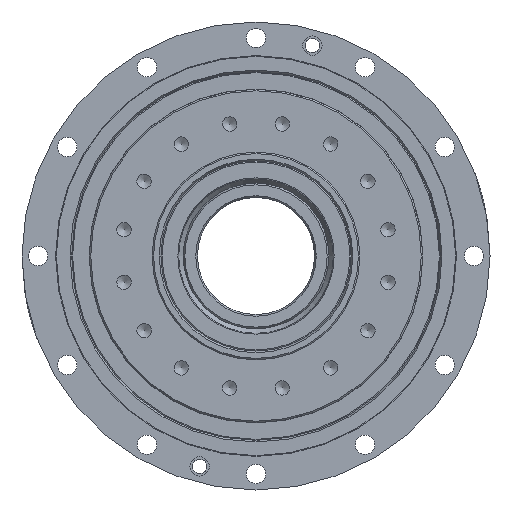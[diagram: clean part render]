
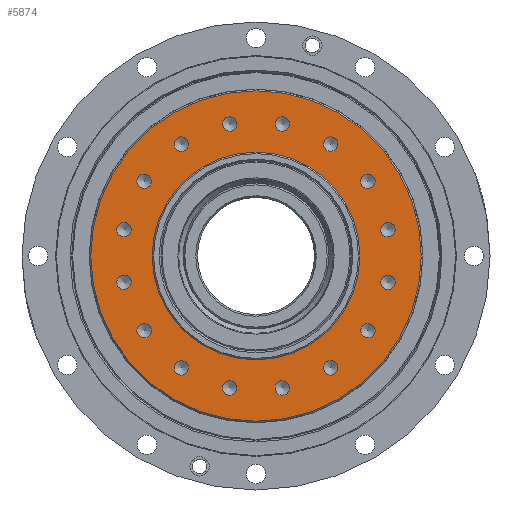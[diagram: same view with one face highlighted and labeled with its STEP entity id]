
A CAD part, left-side view. The second image highlights one B-rep face of the part: STEP entity #5874.
In plain terms, the highlighted face is planar.
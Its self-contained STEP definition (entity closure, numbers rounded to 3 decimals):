
#876=FACE_BOUND('',#2024,.T.);
#877=FACE_BOUND('',#2025,.T.);
#878=FACE_BOUND('',#2026,.T.);
#879=FACE_BOUND('',#2027,.T.);
#880=FACE_BOUND('',#2028,.T.);
#881=FACE_BOUND('',#2029,.T.);
#882=FACE_BOUND('',#2030,.T.);
#883=FACE_BOUND('',#2031,.T.);
#884=FACE_BOUND('',#2032,.T.);
#885=FACE_BOUND('',#2033,.T.);
#886=FACE_BOUND('',#2034,.T.);
#887=FACE_BOUND('',#2035,.T.);
#888=FACE_BOUND('',#2036,.T.);
#889=FACE_BOUND('',#2037,.T.);
#890=FACE_BOUND('',#2038,.T.);
#891=FACE_BOUND('',#2039,.T.);
#892=FACE_BOUND('',#2040,.T.);
#1346=FACE_OUTER_BOUND('',#2023,.T.);
#2023=EDGE_LOOP('',(#4638));
#2024=EDGE_LOOP('',(#4639));
#2025=EDGE_LOOP('',(#4640));
#2026=EDGE_LOOP('',(#4641));
#2027=EDGE_LOOP('',(#4642));
#2028=EDGE_LOOP('',(#4643));
#2029=EDGE_LOOP('',(#4644));
#2030=EDGE_LOOP('',(#4645));
#2031=EDGE_LOOP('',(#4646));
#2032=EDGE_LOOP('',(#4647));
#2033=EDGE_LOOP('',(#4648));
#2034=EDGE_LOOP('',(#4649));
#2035=EDGE_LOOP('',(#4650));
#2036=EDGE_LOOP('',(#4651));
#2037=EDGE_LOOP('',(#4652));
#2038=EDGE_LOOP('',(#4653));
#2039=EDGE_LOOP('',(#4654));
#2040=EDGE_LOOP('',(#4655));
#2553=CIRCLE('',#6563,56.5);
#2555=CIRCLE('',#6566,35.5);
#2556=CIRCLE('',#6567,2.459);
#2557=CIRCLE('',#6568,2.459);
#2558=CIRCLE('',#6569,2.459);
#2559=CIRCLE('',#6570,2.459);
#2560=CIRCLE('',#6571,2.459);
#2561=CIRCLE('',#6572,2.459);
#2562=CIRCLE('',#6573,2.459);
#2563=CIRCLE('',#6574,2.459);
#2564=CIRCLE('',#6575,2.459);
#2565=CIRCLE('',#6576,2.459);
#2566=CIRCLE('',#6577,2.459);
#2567=CIRCLE('',#6578,2.459);
#2568=CIRCLE('',#6579,2.459);
#2569=CIRCLE('',#6580,2.459);
#2570=CIRCLE('',#6581,2.459);
#2571=CIRCLE('',#6582,2.459);
#3050=VERTEX_POINT('',#9819);
#3052=VERTEX_POINT('',#9824);
#3053=VERTEX_POINT('',#9826);
#3054=VERTEX_POINT('',#9828);
#3055=VERTEX_POINT('',#9830);
#3056=VERTEX_POINT('',#9832);
#3057=VERTEX_POINT('',#9834);
#3058=VERTEX_POINT('',#9836);
#3059=VERTEX_POINT('',#9838);
#3060=VERTEX_POINT('',#9840);
#3061=VERTEX_POINT('',#9842);
#3062=VERTEX_POINT('',#9844);
#3063=VERTEX_POINT('',#9846);
#3064=VERTEX_POINT('',#9848);
#3065=VERTEX_POINT('',#9850);
#3066=VERTEX_POINT('',#9852);
#3067=VERTEX_POINT('',#9854);
#3068=VERTEX_POINT('',#9856);
#3627=EDGE_CURVE('',#3050,#3050,#2553,.T.);
#3629=EDGE_CURVE('',#3052,#3052,#2555,.T.);
#3630=EDGE_CURVE('',#3053,#3053,#2556,.T.);
#3631=EDGE_CURVE('',#3054,#3054,#2557,.T.);
#3632=EDGE_CURVE('',#3055,#3055,#2558,.T.);
#3633=EDGE_CURVE('',#3056,#3056,#2559,.T.);
#3634=EDGE_CURVE('',#3057,#3057,#2560,.T.);
#3635=EDGE_CURVE('',#3058,#3058,#2561,.T.);
#3636=EDGE_CURVE('',#3059,#3059,#2562,.T.);
#3637=EDGE_CURVE('',#3060,#3060,#2563,.T.);
#3638=EDGE_CURVE('',#3061,#3061,#2564,.T.);
#3639=EDGE_CURVE('',#3062,#3062,#2565,.T.);
#3640=EDGE_CURVE('',#3063,#3063,#2566,.T.);
#3641=EDGE_CURVE('',#3064,#3064,#2567,.T.);
#3642=EDGE_CURVE('',#3065,#3065,#2568,.T.);
#3643=EDGE_CURVE('',#3066,#3066,#2569,.T.);
#3644=EDGE_CURVE('',#3067,#3067,#2570,.T.);
#3645=EDGE_CURVE('',#3068,#3068,#2571,.T.);
#4638=ORIENTED_EDGE('',*,*,#3627,.F.);
#4639=ORIENTED_EDGE('',*,*,#3629,.T.);
#4640=ORIENTED_EDGE('',*,*,#3630,.T.);
#4641=ORIENTED_EDGE('',*,*,#3631,.T.);
#4642=ORIENTED_EDGE('',*,*,#3632,.T.);
#4643=ORIENTED_EDGE('',*,*,#3633,.T.);
#4644=ORIENTED_EDGE('',*,*,#3634,.T.);
#4645=ORIENTED_EDGE('',*,*,#3635,.T.);
#4646=ORIENTED_EDGE('',*,*,#3636,.T.);
#4647=ORIENTED_EDGE('',*,*,#3637,.T.);
#4648=ORIENTED_EDGE('',*,*,#3638,.T.);
#4649=ORIENTED_EDGE('',*,*,#3639,.T.);
#4650=ORIENTED_EDGE('',*,*,#3640,.T.);
#4651=ORIENTED_EDGE('',*,*,#3641,.T.);
#4652=ORIENTED_EDGE('',*,*,#3642,.T.);
#4653=ORIENTED_EDGE('',*,*,#3643,.T.);
#4654=ORIENTED_EDGE('',*,*,#3644,.T.);
#4655=ORIENTED_EDGE('',*,*,#3645,.T.);
#5094=PLANE('',#6565);
#5874=ADVANCED_FACE('',(#1346,#876,#877,#878,#879,#880,#881,#882,#883,#884,
#885,#886,#887,#888,#889,#890,#891,#892),#5094,.T.);
#6563=AXIS2_PLACEMENT_3D('',#9820,#8079,#8080);
#6565=AXIS2_PLACEMENT_3D('',#9823,#8083,#8084);
#6566=AXIS2_PLACEMENT_3D('',#9825,#8085,#8086);
#6567=AXIS2_PLACEMENT_3D('',#9827,#8087,#8088);
#6568=AXIS2_PLACEMENT_3D('',#9829,#8089,#8090);
#6569=AXIS2_PLACEMENT_3D('',#9831,#8091,#8092);
#6570=AXIS2_PLACEMENT_3D('',#9833,#8093,#8094);
#6571=AXIS2_PLACEMENT_3D('',#9835,#8095,#8096);
#6572=AXIS2_PLACEMENT_3D('',#9837,#8097,#8098);
#6573=AXIS2_PLACEMENT_3D('',#9839,#8099,#8100);
#6574=AXIS2_PLACEMENT_3D('',#9841,#8101,#8102);
#6575=AXIS2_PLACEMENT_3D('',#9843,#8103,#8104);
#6576=AXIS2_PLACEMENT_3D('',#9845,#8105,#8106);
#6577=AXIS2_PLACEMENT_3D('',#9847,#8107,#8108);
#6578=AXIS2_PLACEMENT_3D('',#9849,#8109,#8110);
#6579=AXIS2_PLACEMENT_3D('',#9851,#8111,#8112);
#6580=AXIS2_PLACEMENT_3D('',#9853,#8113,#8114);
#6581=AXIS2_PLACEMENT_3D('',#9855,#8115,#8116);
#6582=AXIS2_PLACEMENT_3D('',#9857,#8117,#8118);
#8079=DIRECTION('center_axis',(1.,0.,0.));
#8080=DIRECTION('ref_axis',(0.,-1.,0.));
#8083=DIRECTION('center_axis',(-1.,0.,0.));
#8084=DIRECTION('ref_axis',(0.,0.,1.));
#8085=DIRECTION('center_axis',(1.,0.,0.));
#8086=DIRECTION('ref_axis',(0.,0.,-1.));
#8087=DIRECTION('center_axis',(1.,0.,0.));
#8088=DIRECTION('ref_axis',(0.,0.,1.));
#8089=DIRECTION('center_axis',(1.,0.,0.));
#8090=DIRECTION('ref_axis',(0.,-0.383,0.924));
#8091=DIRECTION('center_axis',(1.,0.,0.));
#8092=DIRECTION('ref_axis',(0.,-0.707,0.707));
#8093=DIRECTION('center_axis',(1.,0.,0.));
#8094=DIRECTION('ref_axis',(0.,-0.924,0.383));
#8095=DIRECTION('center_axis',(1.,0.,0.));
#8096=DIRECTION('ref_axis',(0.,-1.,0.));
#8097=DIRECTION('center_axis',(1.,0.,0.));
#8098=DIRECTION('ref_axis',(0.,-0.924,-0.383));
#8099=DIRECTION('center_axis',(1.,0.,0.));
#8100=DIRECTION('ref_axis',(0.,-0.707,-0.707));
#8101=DIRECTION('center_axis',(1.,0.,0.));
#8102=DIRECTION('ref_axis',(0.,-0.383,-0.924));
#8103=DIRECTION('center_axis',(1.,0.,0.));
#8104=DIRECTION('ref_axis',(0.,0.,-1.));
#8105=DIRECTION('center_axis',(1.,0.,0.));
#8106=DIRECTION('ref_axis',(0.,0.383,-0.924));
#8107=DIRECTION('center_axis',(1.,0.,0.));
#8108=DIRECTION('ref_axis',(0.,0.707,-0.707));
#8109=DIRECTION('center_axis',(1.,0.,0.));
#8110=DIRECTION('ref_axis',(0.,0.924,-0.383));
#8111=DIRECTION('center_axis',(1.,0.,0.));
#8112=DIRECTION('ref_axis',(0.,1.,0.));
#8113=DIRECTION('center_axis',(1.,0.,0.));
#8114=DIRECTION('ref_axis',(0.,0.924,0.383));
#8115=DIRECTION('center_axis',(1.,0.,0.));
#8116=DIRECTION('ref_axis',(0.,0.707,0.707));
#8117=DIRECTION('center_axis',(1.,0.,0.));
#8118=DIRECTION('ref_axis',(0.,0.383,0.924));
#9819=CARTESIAN_POINT('',(3.,56.5,0.));
#9820=CARTESIAN_POINT('Origin',(3.,0.,0.));
#9823=CARTESIAN_POINT('Origin',(3.,57.,0.));
#9824=CARTESIAN_POINT('',(3.,35.5,0.));
#9825=CARTESIAN_POINT('Origin',(3.,0.,0.));
#9826=CARTESIAN_POINT('',(3.,45.116,11.433));
#9827=CARTESIAN_POINT('Origin',(3.,45.116,8.974));
#9828=CARTESIAN_POINT('',(3.,37.307,27.828));
#9829=CARTESIAN_POINT('Origin',(3.,38.248,25.556));
#9830=CARTESIAN_POINT('',(3.,23.818,39.986));
#9831=CARTESIAN_POINT('Origin',(3.,25.556,38.248));
#9832=CARTESIAN_POINT('',(3.,6.703,46.057));
#9833=CARTESIAN_POINT('Origin',(3.,8.974,45.116));
#9834=CARTESIAN_POINT('',(3.,-11.433,45.116));
#9835=CARTESIAN_POINT('Origin',(3.,-8.974,45.116));
#9836=CARTESIAN_POINT('',(3.,-27.828,37.307));
#9837=CARTESIAN_POINT('Origin',(3.,-25.556,38.248));
#9838=CARTESIAN_POINT('',(3.,-39.986,23.818));
#9839=CARTESIAN_POINT('Origin',(3.,-38.248,25.556));
#9840=CARTESIAN_POINT('',(3.,-46.057,6.703));
#9841=CARTESIAN_POINT('Origin',(3.,-45.116,8.974));
#9842=CARTESIAN_POINT('',(3.,-45.116,-11.433));
#9843=CARTESIAN_POINT('Origin',(3.,-45.116,-8.974));
#9844=CARTESIAN_POINT('',(3.,-37.307,-27.828));
#9845=CARTESIAN_POINT('Origin',(3.,-38.248,-25.556));
#9846=CARTESIAN_POINT('',(3.,-23.818,-39.986));
#9847=CARTESIAN_POINT('Origin',(3.,-25.556,-38.248));
#9848=CARTESIAN_POINT('',(3.,-6.703,-46.057));
#9849=CARTESIAN_POINT('Origin',(3.,-8.974,-45.116));
#9850=CARTESIAN_POINT('',(3.,11.433,-45.116));
#9851=CARTESIAN_POINT('Origin',(3.,8.974,-45.116));
#9852=CARTESIAN_POINT('',(3.,27.828,-37.307));
#9853=CARTESIAN_POINT('Origin',(3.,25.556,-38.248));
#9854=CARTESIAN_POINT('',(3.,39.986,-23.818));
#9855=CARTESIAN_POINT('Origin',(3.,38.248,-25.556));
#9856=CARTESIAN_POINT('',(3.,46.057,-6.703));
#9857=CARTESIAN_POINT('Origin',(3.,45.116,-8.974));
